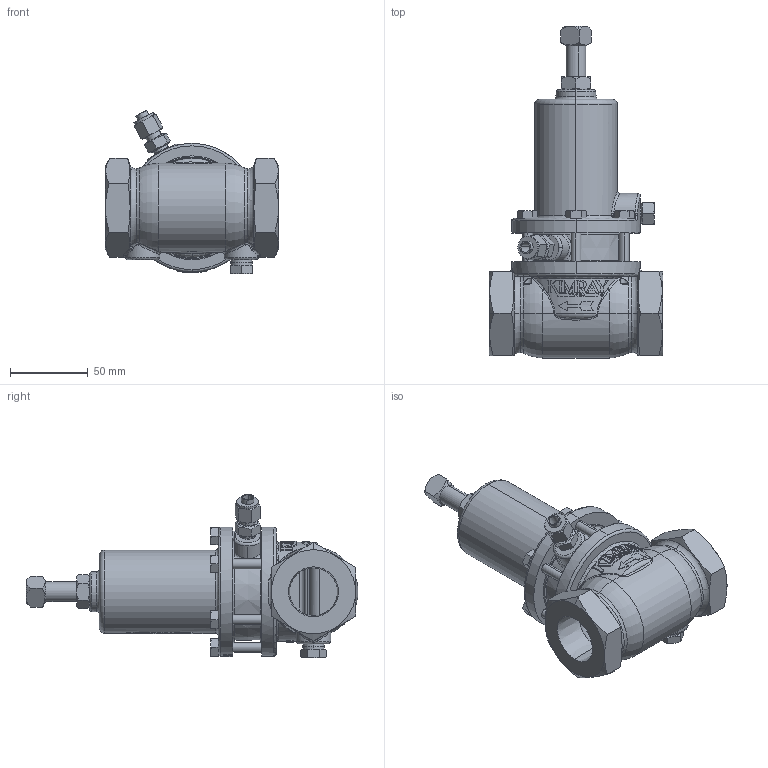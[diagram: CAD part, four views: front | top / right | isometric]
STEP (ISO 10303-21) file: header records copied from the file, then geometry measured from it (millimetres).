
FILE_DESCRIPTION (( 'STEP AP203' ), '1' );
FILE_NAME ('130 SMT ADAB-D (ABC2).STEP', '2014-08-29T18:08:55', ( 'PCTech' ), ( 'Microsoft' ), 'SwSTEP 2.0', 'SolidWorks 2014', '' );
FILE_SCHEMA (( 'CONFIG_CONTROL_DESIGN' ));
Length unit declared in the file: inch
Products named in the file (1): 130 SMT ADAB-D (ABC2)
Bounding box: 111.12 x 213 x 104.92 mm (x, y, z)
Volume: 551762.6 mm3; surface area: 88753.2 mm2
Topology: 2 solids, 2 shells, 1132 faces, 2973 edges, 1892 vertices
Faces by surface type: plane 456, bspline 269, cylinder 197, cone 124, torus 67, sphere 19
Entity records: 57099 total; most frequent: CARTESIAN_POINT 31772, ORIENTED_EDGE 5918, DIRECTION 4395, EDGE_CURVE 2959, VERTEX_POINT 1892, AXIS2_PLACEMENT_3D 1703, EDGE_LOOP 1205, FACE_OUTER_BOUND 1132
